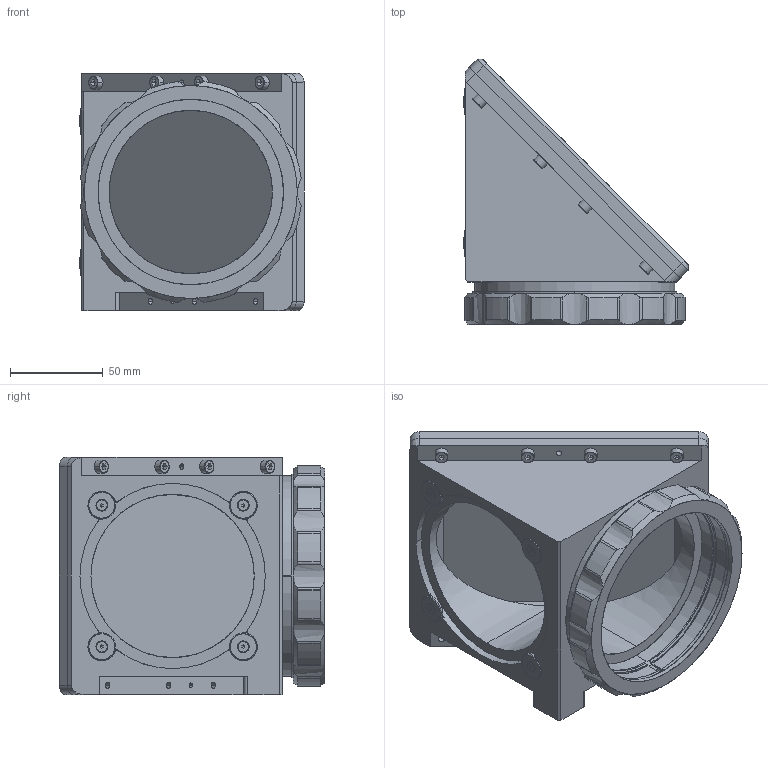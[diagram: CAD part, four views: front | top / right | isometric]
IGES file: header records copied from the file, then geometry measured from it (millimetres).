
Start section: SolidWorks IGES file using analytic representation for surfaces
Global section: file name: DP22429 -A_CMMR064.igs; native system: SolidWorks 2021; preprocessor: SolidWorks 2021; author: piermario; date: 211129.150751; units: millimetre
Bounding box: 120.98 x 143.25 x 128 mm (x, y, z)
Surface area: 124279.4 mm2 (no closed solid volume)
Topology: 0 solids, 0 shells, 406 faces, 6330 edges, 6306 vertices
Faces by surface type: revolution 252, bspline 154
